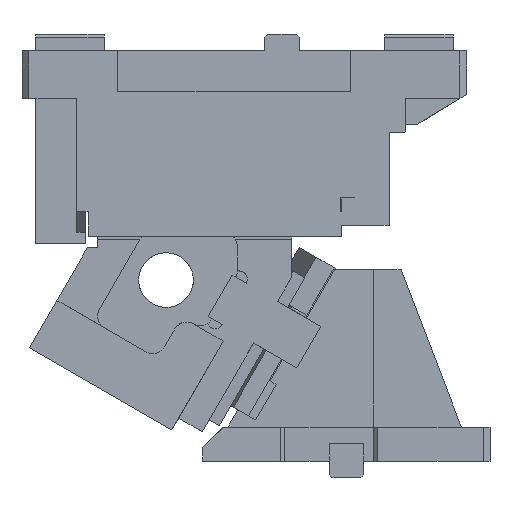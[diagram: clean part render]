
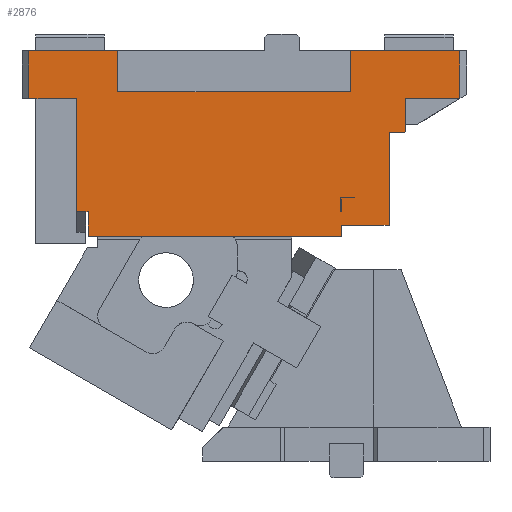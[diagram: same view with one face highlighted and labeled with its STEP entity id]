
A CAD part, left-side view. The second image highlights one B-rep face of the part: STEP entity #2876.
In plain terms, the highlighted planar face has unit normal (-1, 0, 0).
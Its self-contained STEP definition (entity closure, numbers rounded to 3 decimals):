
#884=CARTESIAN_POINT('Vertex',(-274.828,2026.703,0.)) ;
#887=CARTESIAN_POINT('Line Origine',(-274.828,1994.203,0.)) ;
#891=CARTESIAN_POINT('Vertex',(-274.828,1961.703,0.)) ;
#2668=CARTESIAN_POINT('Vertex',(-274.828,2026.703,-35.)) ;
#2671=CARTESIAN_POINT('Line Origine',(-274.828,2026.703,-17.5)) ;
#2683=CARTESIAN_POINT('Axis2P3D Location',(-274.828,1867.557,-58.18)) ;
#2688=CARTESIAN_POINT('Line Origine',(-274.828,1757.943,-59.594)) ;
#2692=CARTESIAN_POINT('Vertex',(-274.828,1752.443,-59.594)) ;
#2694=CARTESIAN_POINT('Vertex',(-274.828,1763.443,-59.594)) ;
#2697=CARTESIAN_POINT('Line Origine',(-274.828,1752.073,-59.371)) ;
#2701=CARTESIAN_POINT('Vertex',(-274.828,1751.703,-59.148)) ;
#2704=CARTESIAN_POINT('Line Origine',(-274.828,1751.703,-47.074)) ;
#2708=CARTESIAN_POINT('Vertex',(-274.828,1751.703,-35.)) ;
#2711=CARTESIAN_POINT('Line Origine',(-274.828,1731.703,-35.)) ;
#2715=CARTESIAN_POINT('Vertex',(-274.828,1711.703,-35.)) ;
#2718=CARTESIAN_POINT('Line Origine',(-274.828,1711.703,-17.5)) ;
#2722=CARTESIAN_POINT('Vertex',(-274.828,1711.703,0.)) ;
#2725=CARTESIAN_POINT('Line Origine',(-274.828,1751.703,0.)) ;
#2729=CARTESIAN_POINT('Vertex',(-274.828,1791.703,0.)) ;
#2732=CARTESIAN_POINT('Line Origine',(-274.828,1791.703,-15.)) ;
#2736=CARTESIAN_POINT('Vertex',(-274.828,1791.703,-30.)) ;
#2739=CARTESIAN_POINT('Line Origine',(-274.828,1876.703,-30.)) ;
#2743=CARTESIAN_POINT('Vertex',(-274.828,1961.703,-30.)) ;
#2746=CARTESIAN_POINT('Line Origine',(-274.828,1961.703,-15.)) ;
#2751=CARTESIAN_POINT('Line Origine',(-274.828,2009.203,-35.)) ;
#2755=CARTESIAN_POINT('Vertex',(-274.828,1991.703,-35.)) ;
#2758=CARTESIAN_POINT('Line Origine',(-274.828,1991.703,-76.297)) ;
#2762=CARTESIAN_POINT('Vertex',(-274.828,1991.703,-117.594)) ;
#2765=CARTESIAN_POINT('Line Origine',(-274.828,1987.573,-117.594)) ;
#2769=CARTESIAN_POINT('Vertex',(-274.828,1983.443,-117.594)) ;
#2772=CARTESIAN_POINT('Line Origine',(-274.828,1983.443,-126.594)) ;
#2776=CARTESIAN_POINT('Vertex',(-274.828,1983.443,-135.594)) ;
#2779=CARTESIAN_POINT('Line Origine',(-274.828,1890.943,-135.594)) ;
#2783=CARTESIAN_POINT('Vertex',(-274.828,1798.443,-135.594)) ;
#2786=CARTESIAN_POINT('Line Origine',(-274.828,1798.443,-131.594)) ;
#2790=CARTESIAN_POINT('Vertex',(-274.828,1798.443,-127.594)) ;
#2793=CARTESIAN_POINT('Line Origine',(-274.828,1780.943,-127.594)) ;
#2797=CARTESIAN_POINT('Vertex',(-274.828,1763.443,-127.594)) ;
#2800=CARTESIAN_POINT('Line Origine',(-274.828,1763.443,-93.594)) ;
#2826=CARTESIAN_POINT('Line Origine',(-274.828,1798.443,-112.594)) ;
#2830=CARTESIAN_POINT('Vertex',(-274.828,1798.443,-117.594)) ;
#2832=CARTESIAN_POINT('Vertex',(-274.828,1798.443,-107.594)) ;
#2835=CARTESIAN_POINT('Line Origine',(-274.828,1798.693,-117.594)) ;
#2839=CARTESIAN_POINT('Vertex',(-274.828,1798.943,-117.594)) ;
#2842=CARTESIAN_POINT('Line Origine',(-274.828,1798.943,-112.344)) ;
#2846=CARTESIAN_POINT('Vertex',(-274.828,1798.943,-107.094)) ;
#2849=CARTESIAN_POINT('Line Origine',(-274.828,1793.693,-107.094)) ;
#2853=CARTESIAN_POINT('Vertex',(-274.828,1788.443,-107.094)) ;
#2856=CARTESIAN_POINT('Line Origine',(-274.828,1788.443,-107.344)) ;
#2860=CARTESIAN_POINT('Vertex',(-274.828,1788.443,-107.594)) ;
#2863=CARTESIAN_POINT('Line Origine',(-274.828,1793.443,-107.594)) ;
#888=DIRECTION('Vector Direction',(0.,1.,0.)) ;
#2672=DIRECTION('Vector Direction',(0.,0.,1.)) ;
#2684=DIRECTION('Axis2P3D Direction',(1.,0.,0.)) ;
#2685=DIRECTION('Axis2P3D XDirection',(0.,1.,0.)) ;
#2689=DIRECTION('Vector Direction',(0.,1.,0.)) ;
#2698=DIRECTION('Vector Direction',(0.,0.856,-0.517)) ;
#2705=DIRECTION('Vector Direction',(0.,0.,1.)) ;
#2712=DIRECTION('Vector Direction',(0.,-1.,0.)) ;
#2719=DIRECTION('Vector Direction',(0.,0.,-1.)) ;
#2726=DIRECTION('Vector Direction',(0.,-1.,0.)) ;
#2733=DIRECTION('Vector Direction',(0.,0.,-1.)) ;
#2740=DIRECTION('Vector Direction',(0.,1.,0.)) ;
#2747=DIRECTION('Vector Direction',(0.,0.,1.)) ;
#2752=DIRECTION('Vector Direction',(0.,-1.,0.)) ;
#2759=DIRECTION('Vector Direction',(0.,0.,-1.)) ;
#2766=DIRECTION('Vector Direction',(0.,-1.,0.)) ;
#2773=DIRECTION('Vector Direction',(0.,0.,1.)) ;
#2780=DIRECTION('Vector Direction',(0.,-1.,0.)) ;
#2787=DIRECTION('Vector Direction',(0.,0.,-1.)) ;
#2794=DIRECTION('Vector Direction',(0.,-1.,0.)) ;
#2801=DIRECTION('Vector Direction',(0.,0.,1.)) ;
#2827=DIRECTION('Vector Direction',(0.,0.,1.)) ;
#2836=DIRECTION('Vector Direction',(0.,1.,0.)) ;
#2843=DIRECTION('Vector Direction',(0.,0.,1.)) ;
#2850=DIRECTION('Vector Direction',(0.,-1.,0.)) ;
#2857=DIRECTION('Vector Direction',(0.,0.,-1.)) ;
#2864=DIRECTION('Vector Direction',(0.,-1.,0.)) ;
#2686=AXIS2_PLACEMENT_3D('Plane Axis2P3D',#2683,#2684,#2685) ;
#2806=ORIENTED_EDGE('',*,*,#2696,.F.) ;
#2807=ORIENTED_EDGE('',*,*,#2703,.F.) ;
#2808=ORIENTED_EDGE('',*,*,#2710,.T.) ;
#2809=ORIENTED_EDGE('',*,*,#2717,.T.) ;
#2810=ORIENTED_EDGE('',*,*,#2724,.F.) ;
#2811=ORIENTED_EDGE('',*,*,#2731,.F.) ;
#2812=ORIENTED_EDGE('',*,*,#2738,.T.) ;
#2813=ORIENTED_EDGE('',*,*,#2745,.T.) ;
#2814=ORIENTED_EDGE('',*,*,#2750,.T.) ;
#2815=ORIENTED_EDGE('',*,*,#893,.T.) ;
#2816=ORIENTED_EDGE('',*,*,#2675,.F.) ;
#2817=ORIENTED_EDGE('',*,*,#2757,.T.) ;
#2818=ORIENTED_EDGE('',*,*,#2764,.T.) ;
#2819=ORIENTED_EDGE('',*,*,#2771,.T.) ;
#2820=ORIENTED_EDGE('',*,*,#2778,.F.) ;
#2821=ORIENTED_EDGE('',*,*,#2785,.T.) ;
#2822=ORIENTED_EDGE('',*,*,#2792,.F.) ;
#2823=ORIENTED_EDGE('',*,*,#2799,.T.) ;
#2824=ORIENTED_EDGE('',*,*,#2804,.T.) ;
#2869=ORIENTED_EDGE('',*,*,#2834,.F.) ;
#2870=ORIENTED_EDGE('',*,*,#2841,.T.) ;
#2871=ORIENTED_EDGE('',*,*,#2848,.T.) ;
#2872=ORIENTED_EDGE('',*,*,#2855,.T.) ;
#2873=ORIENTED_EDGE('',*,*,#2862,.T.) ;
#2874=ORIENTED_EDGE('',*,*,#2867,.F.) ;
#2875=FACE_BOUND('',#2868,.T.) ;
#889=VECTOR('Line Direction',#888,1.) ;
#2673=VECTOR('Line Direction',#2672,1.) ;
#2690=VECTOR('Line Direction',#2689,1.) ;
#2699=VECTOR('Line Direction',#2698,1.) ;
#2706=VECTOR('Line Direction',#2705,1.) ;
#2713=VECTOR('Line Direction',#2712,1.) ;
#2720=VECTOR('Line Direction',#2719,1.) ;
#2727=VECTOR('Line Direction',#2726,1.) ;
#2734=VECTOR('Line Direction',#2733,1.) ;
#2741=VECTOR('Line Direction',#2740,1.) ;
#2748=VECTOR('Line Direction',#2747,1.) ;
#2753=VECTOR('Line Direction',#2752,1.) ;
#2760=VECTOR('Line Direction',#2759,1.) ;
#2767=VECTOR('Line Direction',#2766,1.) ;
#2774=VECTOR('Line Direction',#2773,1.) ;
#2781=VECTOR('Line Direction',#2780,1.) ;
#2788=VECTOR('Line Direction',#2787,1.) ;
#2795=VECTOR('Line Direction',#2794,1.) ;
#2802=VECTOR('Line Direction',#2801,1.) ;
#2828=VECTOR('Line Direction',#2827,1.) ;
#2837=VECTOR('Line Direction',#2836,1.) ;
#2844=VECTOR('Line Direction',#2843,1.) ;
#2851=VECTOR('Line Direction',#2850,1.) ;
#2858=VECTOR('Line Direction',#2857,1.) ;
#2865=VECTOR('Line Direction',#2864,1.) ;
#2876=ADVANCED_FACE('CAM HOLDER',(#2825,#2875),#2687,.F.) ;
#893=EDGE_CURVE('',#892,#885,#890,.T.) ;
#2675=EDGE_CURVE('',#2669,#885,#2674,.T.) ;
#2696=EDGE_CURVE('',#2693,#2695,#2691,.T.) ;
#2703=EDGE_CURVE('',#2702,#2693,#2700,.T.) ;
#2710=EDGE_CURVE('',#2702,#2709,#2707,.T.) ;
#2717=EDGE_CURVE('',#2709,#2716,#2714,.T.) ;
#2724=EDGE_CURVE('',#2723,#2716,#2721,.T.) ;
#2731=EDGE_CURVE('',#2730,#2723,#2728,.T.) ;
#2738=EDGE_CURVE('',#2730,#2737,#2735,.T.) ;
#2745=EDGE_CURVE('',#2737,#2744,#2742,.T.) ;
#2750=EDGE_CURVE('',#2744,#892,#2749,.T.) ;
#2757=EDGE_CURVE('',#2669,#2756,#2754,.T.) ;
#2764=EDGE_CURVE('',#2756,#2763,#2761,.T.) ;
#2771=EDGE_CURVE('',#2763,#2770,#2768,.T.) ;
#2778=EDGE_CURVE('',#2777,#2770,#2775,.T.) ;
#2785=EDGE_CURVE('',#2777,#2784,#2782,.T.) ;
#2792=EDGE_CURVE('',#2791,#2784,#2789,.T.) ;
#2799=EDGE_CURVE('',#2791,#2798,#2796,.T.) ;
#2804=EDGE_CURVE('',#2798,#2695,#2803,.T.) ;
#2834=EDGE_CURVE('',#2831,#2833,#2829,.T.) ;
#2841=EDGE_CURVE('',#2831,#2840,#2838,.T.) ;
#2848=EDGE_CURVE('',#2840,#2847,#2845,.T.) ;
#2855=EDGE_CURVE('',#2847,#2854,#2852,.T.) ;
#2862=EDGE_CURVE('',#2854,#2861,#2859,.T.) ;
#2867=EDGE_CURVE('',#2833,#2861,#2866,.T.) ;
#2805=EDGE_LOOP('',(#2806,#2807,#2808,#2809,#2810,#2811,#2812,#2813,#2814,#2815,#2816,#2817,#2818,#2819,#2820,#2821,#2822,#2823,#2824)) ;
#2868=EDGE_LOOP('',(#2869,#2870,#2871,#2872,#2873,#2874)) ;
#2825=FACE_OUTER_BOUND('',#2805,.T.) ;
#890=LINE('Line',#887,#889) ;
#2674=LINE('Line',#2671,#2673) ;
#2691=LINE('Line',#2688,#2690) ;
#2700=LINE('Line',#2697,#2699) ;
#2707=LINE('Line',#2704,#2706) ;
#2714=LINE('Line',#2711,#2713) ;
#2721=LINE('Line',#2718,#2720) ;
#2728=LINE('Line',#2725,#2727) ;
#2735=LINE('Line',#2732,#2734) ;
#2742=LINE('Line',#2739,#2741) ;
#2749=LINE('Line',#2746,#2748) ;
#2754=LINE('Line',#2751,#2753) ;
#2761=LINE('Line',#2758,#2760) ;
#2768=LINE('Line',#2765,#2767) ;
#2775=LINE('Line',#2772,#2774) ;
#2782=LINE('Line',#2779,#2781) ;
#2789=LINE('Line',#2786,#2788) ;
#2796=LINE('Line',#2793,#2795) ;
#2803=LINE('Line',#2800,#2802) ;
#2829=LINE('Line',#2826,#2828) ;
#2838=LINE('Line',#2835,#2837) ;
#2845=LINE('Line',#2842,#2844) ;
#2852=LINE('Line',#2849,#2851) ;
#2859=LINE('Line',#2856,#2858) ;
#2866=LINE('Line',#2863,#2865) ;
#2687=PLANE('Plane',#2686) ;
#885=VERTEX_POINT('',#884) ;
#892=VERTEX_POINT('',#891) ;
#2669=VERTEX_POINT('',#2668) ;
#2693=VERTEX_POINT('',#2692) ;
#2695=VERTEX_POINT('',#2694) ;
#2702=VERTEX_POINT('',#2701) ;
#2709=VERTEX_POINT('',#2708) ;
#2716=VERTEX_POINT('',#2715) ;
#2723=VERTEX_POINT('',#2722) ;
#2730=VERTEX_POINT('',#2729) ;
#2737=VERTEX_POINT('',#2736) ;
#2744=VERTEX_POINT('',#2743) ;
#2756=VERTEX_POINT('',#2755) ;
#2763=VERTEX_POINT('',#2762) ;
#2770=VERTEX_POINT('',#2769) ;
#2777=VERTEX_POINT('',#2776) ;
#2784=VERTEX_POINT('',#2783) ;
#2791=VERTEX_POINT('',#2790) ;
#2798=VERTEX_POINT('',#2797) ;
#2831=VERTEX_POINT('',#2830) ;
#2833=VERTEX_POINT('',#2832) ;
#2840=VERTEX_POINT('',#2839) ;
#2847=VERTEX_POINT('',#2846) ;
#2854=VERTEX_POINT('',#2853) ;
#2861=VERTEX_POINT('',#2860) ;
